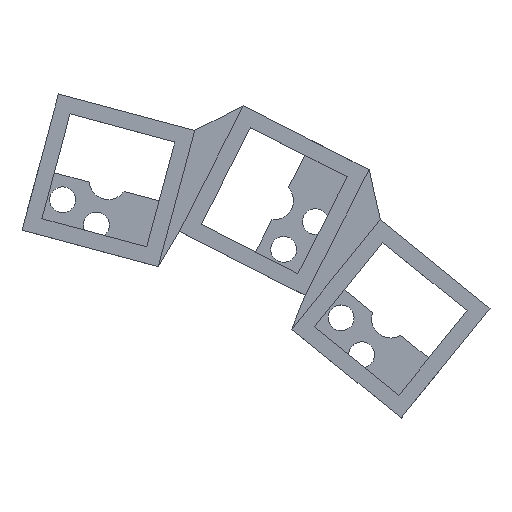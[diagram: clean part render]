
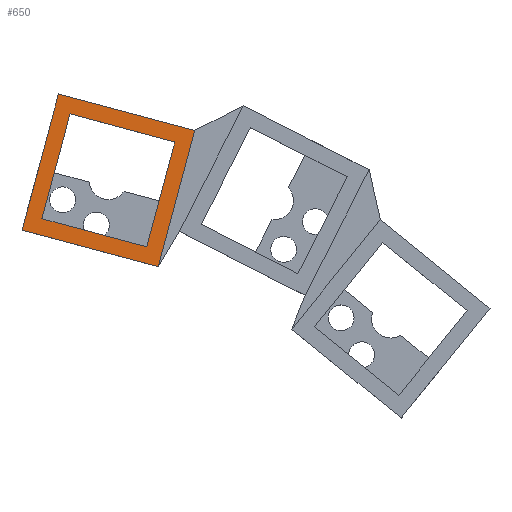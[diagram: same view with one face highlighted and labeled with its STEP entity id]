
A CAD part, top view. The second image highlights one B-rep face of the part: STEP entity #650.
In plain terms, the highlighted planar face has unit normal (0, 0, 1).
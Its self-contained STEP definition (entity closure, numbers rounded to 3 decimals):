
#56=FACE_BOUND('',#111,.T.);
#71=FACE_OUTER_BOUND('',#110,.T.);
#110=EDGE_LOOP('',(#486,#487,#488,#489));
#111=EDGE_LOOP('',(#490,#491,#492,#493));
#162=LINE('',#962,#240);
#166=LINE('',#968,#244);
#167=LINE('',#971,#245);
#169=LINE('',#974,#247);
#170=LINE('',#978,#248);
#171=LINE('',#980,#249);
#172=LINE('',#982,#250);
#173=LINE('',#983,#251);
#240=VECTOR('',#779,1.);
#244=VECTOR('',#785,1.);
#245=VECTOR('',#788,1.);
#247=VECTOR('',#792,1.);
#248=VECTOR('',#795,1.);
#249=VECTOR('',#796,1.);
#250=VECTOR('',#797,1.);
#251=VECTOR('',#798,1.);
#314=VERTEX_POINT('',#960);
#315=VERTEX_POINT('',#961);
#316=VERTEX_POINT('',#966);
#317=VERTEX_POINT('',#970);
#318=VERTEX_POINT('',#976);
#319=VERTEX_POINT('',#977);
#320=VERTEX_POINT('',#979);
#321=VERTEX_POINT('',#981);
#374=EDGE_CURVE('',#314,#315,#162,.T.);
#378=EDGE_CURVE('',#316,#315,#166,.T.);
#379=EDGE_CURVE('',#317,#314,#167,.T.);
#381=EDGE_CURVE('',#317,#316,#169,.T.);
#382=EDGE_CURVE('',#318,#319,#170,.T.);
#383=EDGE_CURVE('',#319,#320,#171,.T.);
#384=EDGE_CURVE('',#320,#321,#172,.T.);
#385=EDGE_CURVE('',#321,#318,#173,.T.);
#486=ORIENTED_EDGE('',*,*,#382,.T.);
#487=ORIENTED_EDGE('',*,*,#383,.T.);
#488=ORIENTED_EDGE('',*,*,#384,.T.);
#489=ORIENTED_EDGE('',*,*,#385,.T.);
#490=ORIENTED_EDGE('',*,*,#381,.T.);
#491=ORIENTED_EDGE('',*,*,#378,.T.);
#492=ORIENTED_EDGE('',*,*,#374,.F.);
#493=ORIENTED_EDGE('',*,*,#379,.F.);
#616=PLANE('',#705);
#650=ADVANCED_FACE('',(#71,#56),#616,.T.);
#705=AXIS2_PLACEMENT_3D('',#975,#793,#794);
#779=DIRECTION('',(1.,0.,0.));
#785=DIRECTION('',(0.,-1.,0.));
#788=DIRECTION('',(0.,-1.,0.));
#792=DIRECTION('',(1.,0.,0.));
#793=DIRECTION('center_axis',(0.,0.,1.));
#794=DIRECTION('ref_axis',(-1.,0.,0.));
#795=DIRECTION('',(0.,1.,0.));
#796=DIRECTION('',(-1.,0.,0.));
#797=DIRECTION('',(0.,-1.,0.));
#798=DIRECTION('',(1.,0.,0.));
#960=CARTESIAN_POINT('',(-6.925,-6.925,0.));
#961=CARTESIAN_POINT('',(6.925,-6.925,0.));
#962=CARTESIAN_POINT('',(7.963,-6.925,0.));
#966=CARTESIAN_POINT('',(6.925,6.925,0.));
#968=CARTESIAN_POINT('',(6.925,7.963,0.));
#970=CARTESIAN_POINT('',(-6.925,6.925,0.));
#971=CARTESIAN_POINT('',(-6.925,7.963,0.));
#974=CARTESIAN_POINT('',(7.963,6.925,0.));
#975=CARTESIAN_POINT('Origin',(9.,9.,0.));
#976=CARTESIAN_POINT('',(9.,-9.,0.));
#977=CARTESIAN_POINT('',(9.,9.,0.));
#978=CARTESIAN_POINT('',(9.,-8.75,0.));
#979=CARTESIAN_POINT('',(-9.,9.,0.));
#980=CARTESIAN_POINT('',(9.,9.,0.));
#981=CARTESIAN_POINT('',(-9.,-9.,0.));
#982=CARTESIAN_POINT('',(-9.,9.,0.));
#983=CARTESIAN_POINT('',(-9.,-9.,0.));
